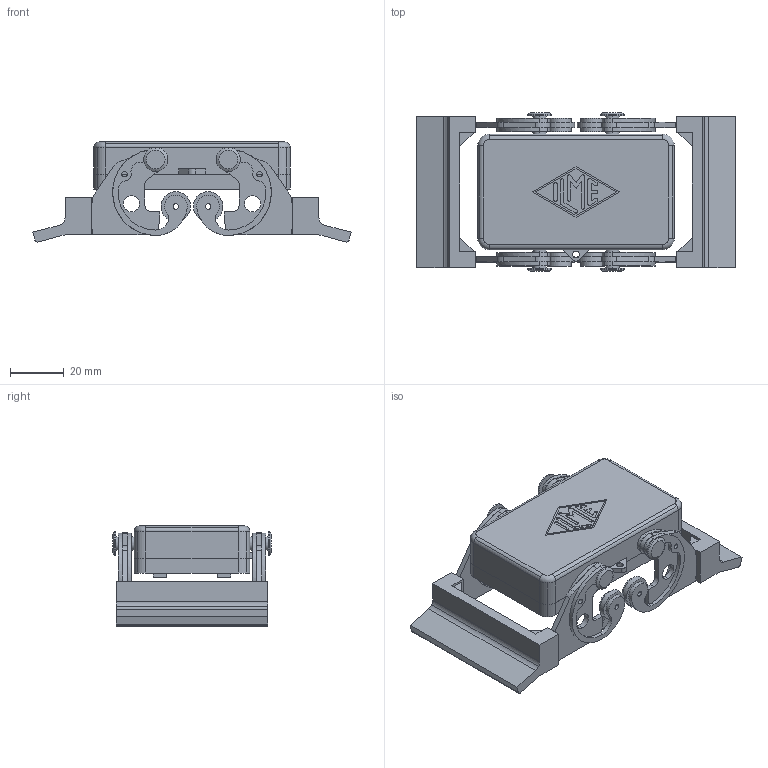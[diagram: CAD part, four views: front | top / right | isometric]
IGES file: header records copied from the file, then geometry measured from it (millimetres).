
Global section: file name: No Iges File Name specified; native system: AutoDesk Inventor R6.1; preprocessor: AutoDesk Inventor Iges Exporter R6.1; author: No Author specified; organization: No Organization specified; date: 20061213.101959; units: millimetre
Bounding box: 118.39 x 59 x 37.21 mm (x, y, z)
Volume: 46282.7 mm3; surface area: 31014.7 mm2
Topology: 1 solids, 1 shells, 501 faces, 1359 edges, 884 vertices
Faces by surface type: bspline 175, plane 165, cylinder 77, revolution 76, cone 4, torus 4
